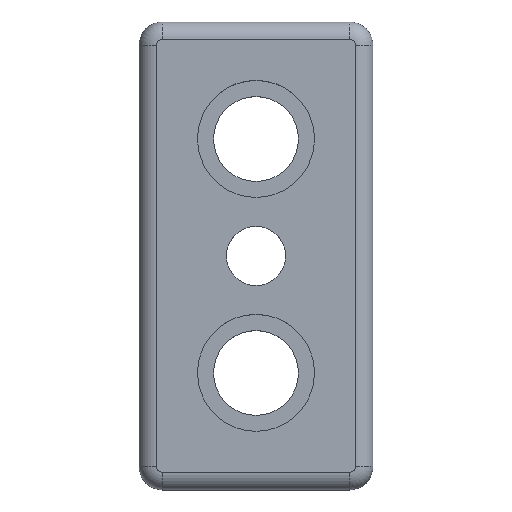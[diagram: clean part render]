
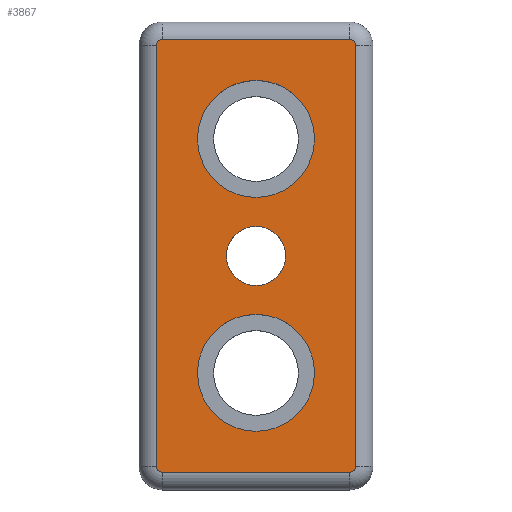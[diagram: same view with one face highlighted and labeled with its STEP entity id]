
A CAD part, top view. The second image highlights one B-rep face of the part: STEP entity #3867.
In plain terms, the highlighted planar face has unit normal (0, 0, 1).
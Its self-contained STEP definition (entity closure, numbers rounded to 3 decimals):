
#5 = VECTOR ( 'NONE', #6599, 1000. ) ;
#201 = CARTESIAN_POINT ( 'NONE',  ( -10., -20., 16. ) ) ;
#214 = CARTESIAN_POINT ( 'NONE',  ( 20., -37., 16. ) ) ;
#378 = VECTOR ( 'NONE', #1278, 1000. ) ;
#391 = CARTESIAN_POINT ( 'NONE',  ( 16., -37., 16. ) ) ;
#629 = ORIENTED_EDGE ( 'NONE', *, *, #7099, .F. ) ;
#633 = DIRECTION ( 'NONE',  ( 0., 0., 1. ) ) ;
#837 = EDGE_CURVE ( 'NONE', #2818, #8753, #4925, .T. ) ;
#858 = CARTESIAN_POINT ( 'NONE',  ( -16., 36., 16. ) ) ;
#895 = EDGE_LOOP ( 'NONE', ( #5387, #8548, #6600, #5422, #2321, #3886, #3542, #9753 ) ) ;
#1036 = CIRCLE ( 'NONE', #9527, 1. ) ;
#1143 = CARTESIAN_POINT ( 'NONE',  ( -16., -37., 16. ) ) ;
#1235 = CARTESIAN_POINT ( 'NONE',  ( 20., 37., 16. ) ) ;
#1249 = CARTESIAN_POINT ( 'NONE',  ( -17., 40., 16. ) ) ;
#1278 = DIRECTION ( 'NONE',  ( 1., 0., 0. ) ) ;
#1405 = DIRECTION ( 'NONE',  ( 1., 0., 0. ) ) ;
#1412 = EDGE_LOOP ( 'NONE', ( #6959, #2757 ) ) ;
#1444 = EDGE_CURVE ( 'NONE', #6368, #3425, #4687, .T. ) ;
#1632 = EDGE_CURVE ( 'NONE', #3713, #6182, #3000, .T. ) ;
#1738 = DIRECTION ( 'NONE',  ( 0., 0., 1. ) ) ;
#2069 = CARTESIAN_POINT ( 'NONE',  ( 16., -36., 16. ) ) ;
#2171 = FACE_BOUND ( 'NONE', #1412, .T. ) ;
#2321 = ORIENTED_EDGE ( 'NONE', *, *, #3656, .T. ) ;
#2341 = VERTEX_POINT ( 'NONE', #7763 ) ;
#2458 = CARTESIAN_POINT ( 'NONE',  ( 0., 20., 16. ) ) ;
#2596 = EDGE_CURVE ( 'NONE', #3030, #6757, #2813, .T. ) ;
#2757 = ORIENTED_EDGE ( 'NONE', *, *, #7352, .F. ) ;
#2813 = LINE ( 'NONE', #1235, #378 ) ;
#2818 = VERTEX_POINT ( 'NONE', #9873 ) ;
#2823 = DIRECTION ( 'NONE',  ( -1., 0., 0. ) ) ;
#2902 = DIRECTION ( 'NONE',  ( 0., 0., 1. ) ) ;
#3000 = CIRCLE ( 'NONE', #8731, 10. ) ;
#3020 = AXIS2_PLACEMENT_3D ( 'NONE', #4546, #7582, #9136 ) ;
#3030 = VERTEX_POINT ( 'NONE', #3599 ) ;
#3425 = VERTEX_POINT ( 'NONE', #5256 ) ;
#3529 = LINE ( 'NONE', #1249, #6056 ) ;
#3542 = ORIENTED_EDGE ( 'NONE', *, *, #6631, .T. ) ;
#3599 = CARTESIAN_POINT ( 'NONE',  ( -16., 37., 16. ) ) ;
#3656 = EDGE_CURVE ( 'NONE', #3030, #2341, #4713, .T. ) ;
#3694 = CARTESIAN_POINT ( 'NONE',  ( 0., -20., 16. ) ) ;
#3713 = VERTEX_POINT ( 'NONE', #201 ) ;
#3854 = CARTESIAN_POINT ( 'NONE',  ( 0., 20., 16. ) ) ;
#3867 = ADVANCED_FACE ( 'NONE', ( #5785, #4951, #2171, #8156 ), #8395, .F. ) ;
#3886 = ORIENTED_EDGE ( 'NONE', *, *, #9405, .F. ) ;
#4079 = VECTOR ( 'NONE', #2823, 1000. ) ;
#4110 = DIRECTION ( 'NONE',  ( 0., 0., 1. ) ) ;
#4153 = CIRCLE ( 'NONE', #5940, 1. ) ;
#4226 = CARTESIAN_POINT ( 'NONE',  ( 17., 40., 16. ) ) ;
#4546 = CARTESIAN_POINT ( 'NONE',  ( 16., 36., 16. ) ) ;
#4653 = CIRCLE ( 'NONE', #9469, 5.053 ) ;
#4687 = CIRCLE ( 'NONE', #7904, 5.053 ) ;
#4713 = CIRCLE ( 'NONE', #7039, 1. ) ;
#4781 = CARTESIAN_POINT ( 'NONE',  ( 10., 20., 16. ) ) ;
#4835 = DIRECTION ( 'NONE',  ( 0., 0., 1. ) ) ;
#4849 = DIRECTION ( 'NONE',  ( 1., 0., 0. ) ) ;
#4880 = DIRECTION ( 'NONE',  ( 0., 0., 1. ) ) ;
#4916 = CARTESIAN_POINT ( 'NONE',  ( 0., -20., 16. ) ) ;
#4925 = LINE ( 'NONE', #4226, #5 ) ;
#4951 = FACE_BOUND ( 'NONE', #8232, .T. ) ;
#5131 = EDGE_CURVE ( 'NONE', #9153, #5863, #9205, .T. ) ;
#5240 = CARTESIAN_POINT ( 'NONE',  ( 20., 40., 16. ) ) ;
#5256 = CARTESIAN_POINT ( 'NONE',  ( -5.053, 0., 16. ) ) ;
#5384 = CIRCLE ( 'NONE', #3020, 1. ) ;
#5387 = ORIENTED_EDGE ( 'NONE', *, *, #8601, .T. ) ;
#5392 = CIRCLE ( 'NONE', #7160, 10. ) ;
#5418 = DIRECTION ( 'NONE',  ( 0., 0., 1. ) ) ;
#5422 = ORIENTED_EDGE ( 'NONE', *, *, #2596, .F. ) ;
#5445 = DIRECTION ( 'NONE',  ( 1., 0., 0. ) ) ;
#5506 = ORIENTED_EDGE ( 'NONE', *, *, #6434, .F. ) ;
#5531 = DIRECTION ( 'NONE',  ( 1., 0., 0. ) ) ;
#5589 = CARTESIAN_POINT ( 'NONE',  ( 0., 0., 16. ) ) ;
#5593 = AXIS2_PLACEMENT_3D ( 'NONE', #4916, #4880, #9248 ) ;
#5645 = DIRECTION ( 'NONE',  ( 1., 0., 0. ) ) ;
#5668 = DIRECTION ( 'NONE',  ( -1., 0., 0. ) ) ;
#5785 = FACE_BOUND ( 'NONE', #8557, .T. ) ;
#5839 = VERTEX_POINT ( 'NONE', #8784 ) ;
#5863 = VERTEX_POINT ( 'NONE', #1143 ) ;
#5940 = AXIS2_PLACEMENT_3D ( 'NONE', #2069, #2902, #8247 ) ;
#6056 = VECTOR ( 'NONE', #6628, 1000. ) ;
#6107 = CIRCLE ( 'NONE', #8768, 10. ) ;
#6146 = VERTEX_POINT ( 'NONE', #6440 ) ;
#6182 = VERTEX_POINT ( 'NONE', #7273 ) ;
#6368 = VERTEX_POINT ( 'NONE', #7420 ) ;
#6434 = EDGE_CURVE ( 'NONE', #6976, #5839, #5392, .T. ) ;
#6440 = CARTESIAN_POINT ( 'NONE',  ( -17., -36., 16. ) ) ;
#6599 = DIRECTION ( 'NONE',  ( 0., -1., 0. ) ) ;
#6600 = ORIENTED_EDGE ( 'NONE', *, *, #6899, .T. ) ;
#6628 = DIRECTION ( 'NONE',  ( 0., 1., 0. ) ) ;
#6631 = EDGE_CURVE ( 'NONE', #6146, #5863, #1036, .T. ) ;
#6708 = ORIENTED_EDGE ( 'NONE', *, *, #7299, .F. ) ;
#6757 = VERTEX_POINT ( 'NONE', #8775 ) ;
#6899 = EDGE_CURVE ( 'NONE', #2818, #6757, #5384, .T. ) ;
#6959 = ORIENTED_EDGE ( 'NONE', *, *, #1444, .F. ) ;
#6976 = VERTEX_POINT ( 'NONE', #4781 ) ;
#7039 = AXIS2_PLACEMENT_3D ( 'NONE', #858, #7604, #7803 ) ;
#7099 = EDGE_CURVE ( 'NONE', #6182, #3713, #7296, .T. ) ;
#7160 = AXIS2_PLACEMENT_3D ( 'NONE', #2458, #9241, #5531 ) ;
#7273 = CARTESIAN_POINT ( 'NONE',  ( 10., -20., 16. ) ) ;
#7296 = CIRCLE ( 'NONE', #5593, 10. ) ;
#7299 = EDGE_CURVE ( 'NONE', #5839, #6976, #6107, .T. ) ;
#7352 = EDGE_CURVE ( 'NONE', #3425, #6368, #4653, .T. ) ;
#7420 = CARTESIAN_POINT ( 'NONE',  ( 5.053, 0., 16. ) ) ;
#7582 = DIRECTION ( 'NONE',  ( 0., 0., 1. ) ) ;
#7604 = DIRECTION ( 'NONE',  ( 0., 0., 1. ) ) ;
#7763 = CARTESIAN_POINT ( 'NONE',  ( -17., 36., 16. ) ) ;
#7803 = DIRECTION ( 'NONE',  ( -1., 0., 0. ) ) ;
#7882 = CARTESIAN_POINT ( 'NONE',  ( -16., -36., 16. ) ) ;
#7904 = AXIS2_PLACEMENT_3D ( 'NONE', #5589, #1738, #4849 ) ;
#7926 = CARTESIAN_POINT ( 'NONE',  ( 0., 0., 16. ) ) ;
#8059 = AXIS2_PLACEMENT_3D ( 'NONE', #5240, #8318, #9148 ) ;
#8156 = FACE_OUTER_BOUND ( 'NONE', #895, .T. ) ;
#8232 = EDGE_LOOP ( 'NONE', ( #629, #9240 ) ) ;
#8247 = DIRECTION ( 'NONE',  ( -1., 0., 0. ) ) ;
#8318 = DIRECTION ( 'NONE',  ( 0., 0., -1. ) ) ;
#8395 = PLANE ( 'NONE',  #8059 ) ;
#8548 = ORIENTED_EDGE ( 'NONE', *, *, #837, .F. ) ;
#8557 = EDGE_LOOP ( 'NONE', ( #5506, #6708 ) ) ;
#8601 = EDGE_CURVE ( 'NONE', #9153, #8753, #4153, .T. ) ;
#8731 = AXIS2_PLACEMENT_3D ( 'NONE', #3694, #633, #1405 ) ;
#8753 = VERTEX_POINT ( 'NONE', #9103 ) ;
#8768 = AXIS2_PLACEMENT_3D ( 'NONE', #3854, #5418, #5445 ) ;
#8775 = CARTESIAN_POINT ( 'NONE',  ( 16., 37., 16. ) ) ;
#8784 = CARTESIAN_POINT ( 'NONE',  ( -10., 20., 16. ) ) ;
#9103 = CARTESIAN_POINT ( 'NONE',  ( 17., -36., 16. ) ) ;
#9136 = DIRECTION ( 'NONE',  ( -1., 0., 0. ) ) ;
#9148 = DIRECTION ( 'NONE',  ( -1., 0., 0. ) ) ;
#9153 = VERTEX_POINT ( 'NONE', #391 ) ;
#9205 = LINE ( 'NONE', #214, #4079 ) ;
#9240 = ORIENTED_EDGE ( 'NONE', *, *, #1632, .F. ) ;
#9241 = DIRECTION ( 'NONE',  ( 0., 0., 1. ) ) ;
#9248 = DIRECTION ( 'NONE',  ( 1., 0., 0. ) ) ;
#9405 = EDGE_CURVE ( 'NONE', #6146, #2341, #3529, .T. ) ;
#9469 = AXIS2_PLACEMENT_3D ( 'NONE', #7926, #4835, #5645 ) ;
#9527 = AXIS2_PLACEMENT_3D ( 'NONE', #7882, #4110, #5668 ) ;
#9753 = ORIENTED_EDGE ( 'NONE', *, *, #5131, .F. ) ;
#9873 = CARTESIAN_POINT ( 'NONE',  ( 17., 36., 16. ) ) ;
